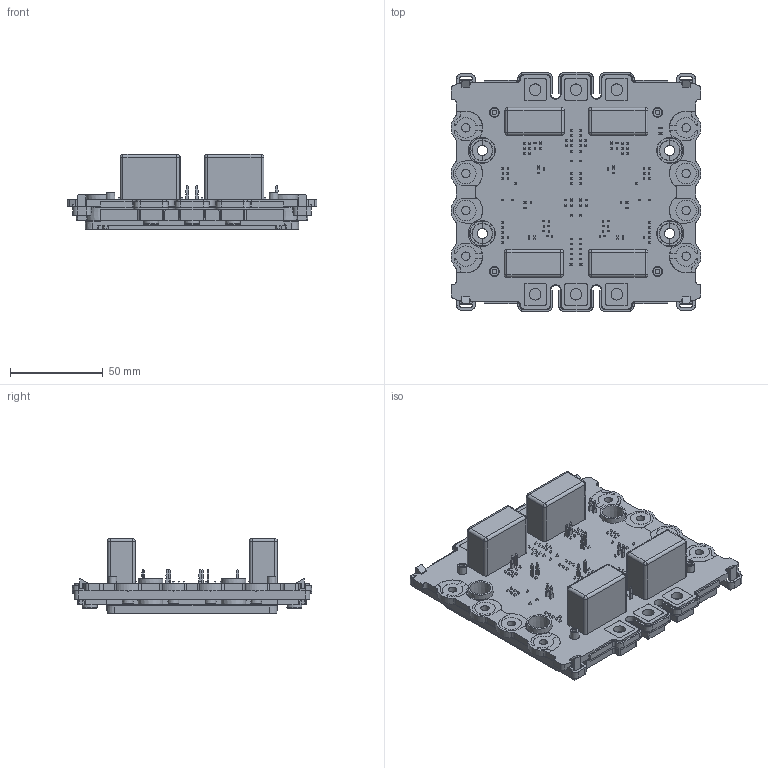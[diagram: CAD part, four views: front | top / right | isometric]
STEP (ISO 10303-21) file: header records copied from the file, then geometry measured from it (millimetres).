
FILE_DESCRIPTION( ( 'Unknown' ), '1' );
FILE_NAME( 'FSWB1-4T12Y-M700P-01-OL.stp', 'Unknown', ( 'Unknown' ), ( 'Unknown' ), 'PSStep 15.0.49', 'Unknown', ' ' );
FILE_SCHEMA( ( 'AUTOMOTIVE_DESIGN { 1 0 10303 214 1 1 1 1 }' ) );
Length unit declared in the file: millimetre
Products named in the file (1): 1
Bounding box: 134.79 x 129.15 x 40.5 mm (x, y, z)
Volume: 244134.8 mm3; surface area: 95547.8 mm2
Topology: 1 solids, 3 shells, 3617 faces, 10126 edges, 6667 vertices
Faces by surface type: plane 2525, cylinder 850, cone 180, bspline 24, torus 22, sphere 16
Full cylindrical faces by diameter (mm): 0.8 x8, 0.9 x8, 2.3 x4, 2.6 x4, 3 x2, 4.5 x8, 5.2 x4, 6.2 x6, 11 x4, 14 x4
Entity records: 146256 total; most frequent: CARTESIAN_POINT 22582, ORIENTED_EDGE 19878, DIRECTION 19209, EDGE_CURVE 9939, LINE 7497, VECTOR 7497, VERTEX_POINT 6612, AXIS2_PLACEMENT_3D 5856
